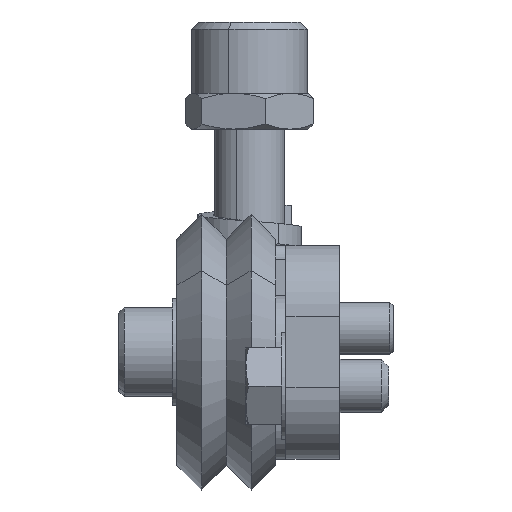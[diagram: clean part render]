
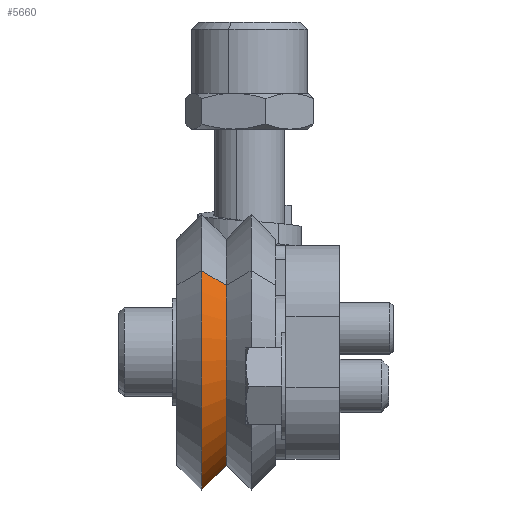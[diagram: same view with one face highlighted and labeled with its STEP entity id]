
A CAD part, left-side view. The second image highlights one B-rep face of the part: STEP entity #5660.
In plain terms, the highlighted conical face has half-angle 45 degrees and reference radius 12.7 mm.
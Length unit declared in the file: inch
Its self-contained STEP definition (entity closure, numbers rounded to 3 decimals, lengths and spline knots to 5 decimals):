
#278 = CIRCLE ( 'NONE', #6029, 0.60906 ) ;
#536 = ORIENTED_EDGE ( 'NONE', *, *, #7183, .F. ) ;
#1334 = VERTEX_POINT ( 'NONE', #5236 ) ;
#1341 = VERTEX_POINT ( 'NONE', #5231 ) ;
#1404 = VERTEX_POINT ( 'NONE', #5210 ) ;
#1405 = VERTEX_POINT ( 'NONE', #5152 ) ;
#1619 = EDGE_LOOP ( 'NONE', ( #6932, #6935, #536, #7627 ) ) ;
#1979 = CARTESIAN_POINT ( 'NONE',  ( -0.10906, 0., 0. ) ) ;
#1980 = DIRECTION ( 'NONE',  ( -1., 0., 0. ) ) ;
#1981 = DIRECTION ( 'NONE',  ( 0., 0., 1. ) ) ;
#3593 = AXIS2_PLACEMENT_3D ( 'NONE', #7255, #7267, #7383 ) ;
#3706 = AXIS2_PLACEMENT_3D ( 'NONE', #7894, #7821, #8211 ) ;
#5152 = CARTESIAN_POINT ( 'NONE',  ( -0.10906, 0., -0.60906 ) ) ;
#5210 = CARTESIAN_POINT ( 'NONE',  ( -0.10906, 0., 0.60906 ) ) ;
#5231 = CARTESIAN_POINT ( 'NONE',  ( 0., 0., 0.5 ) ) ;
#5236 = CARTESIAN_POINT ( 'NONE',  ( 0., 0., -0.5 ) ) ;
#5660 = ADVANCED_FACE ( 'NONE', ( #6334 ), #6339, .T. ) ;
#5706 = EDGE_CURVE ( 'NONE', #1341, #1334, #6396, .T. ) ;
#5738 = EDGE_CURVE ( 'NONE', #1334, #1405, #6443, .T. ) ;
#5764 = EDGE_CURVE ( 'NONE', #1341, #1404, #6476, .T. ) ;
#6029 = AXIS2_PLACEMENT_3D ( 'NONE', #1979, #1980, #1981 ) ;
#6334 = FACE_OUTER_BOUND ( 'NONE', #1619, .T. ) ;
#6339 = CONICAL_SURFACE ( 'NONE', #3593, 0.5, 0.785 ) ;
#6396 = CIRCLE ( 'NONE', #3706, 0.5 ) ;
#6443 = LINE ( 'NONE', #14220, #6444 ) ;
#6444 = VECTOR ( 'NONE', #14230, 39.37008 ) ;
#6476 = LINE ( 'NONE', #14247, #6478 ) ;
#6478 = VECTOR ( 'NONE', #14242, 39.37008 ) ;
#6932 = ORIENTED_EDGE ( 'NONE', *, *, #5706, .T. ) ;
#6935 = ORIENTED_EDGE ( 'NONE', *, *, #5738, .T. ) ;
#7183 = EDGE_CURVE ( 'NONE', #1404, #1405, #278, .T. ) ;
#7255 = CARTESIAN_POINT ( 'NONE',  ( 0., 0., 0. ) ) ;
#7267 = DIRECTION ( 'NONE',  ( -1., 0., 0. ) ) ;
#7383 = DIRECTION ( 'NONE',  ( 0., 0., 1. ) ) ;
#7627 = ORIENTED_EDGE ( 'NONE', *, *, #5764, .F. ) ;
#7821 = DIRECTION ( 'NONE',  ( -1., 0., 0. ) ) ;
#7894 = CARTESIAN_POINT ( 'NONE',  ( 0., 0., 0. ) ) ;
#8211 = DIRECTION ( 'NONE',  ( 0., 0., 1. ) ) ;
#14220 = CARTESIAN_POINT ( 'NONE',  ( 0., 0., -0.5 ) ) ;
#14230 = DIRECTION ( 'NONE',  ( -0.707, 0., -0.707 ) ) ;
#14242 = DIRECTION ( 'NONE',  ( -0.707, 0., 0.707 ) ) ;
#14247 = CARTESIAN_POINT ( 'NONE',  ( 0., 0., 0.5 ) ) ;
